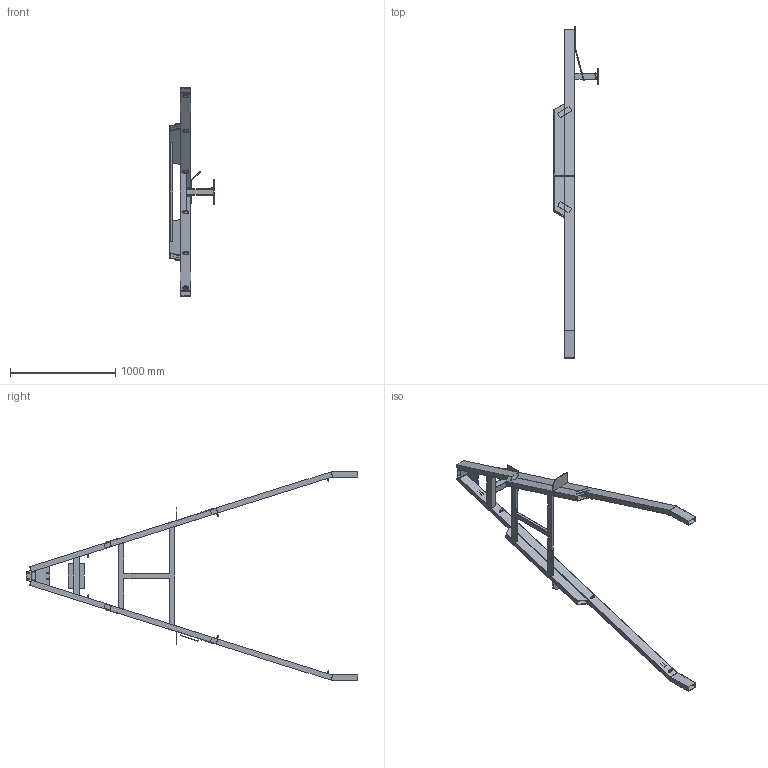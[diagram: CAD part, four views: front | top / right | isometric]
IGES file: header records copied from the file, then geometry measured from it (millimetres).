
Start section: SolidWorks IGES file using analytic representation for surfaces
Global section: file name: 16'DRAWBAR-16'.IGS; native system: SolidWorks 2021; preprocessor: SolidWorks 2021; author: lenovo; date: 240419.150537; units: millimetre
Bounding box: 420 x 3151.5 x 1980 mm (x, y, z)
Surface area: 6221864.6 mm2 (no closed solid volume)
Topology: 0 solids, 0 shells, 273 faces, 1820 edges, 1820 vertices
Faces by surface type: bspline 231, revolution 42
